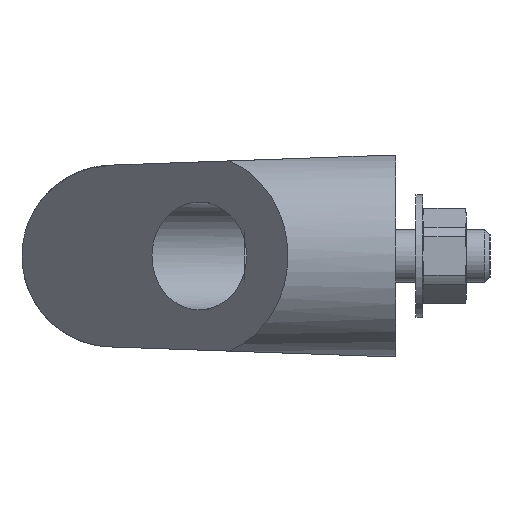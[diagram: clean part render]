
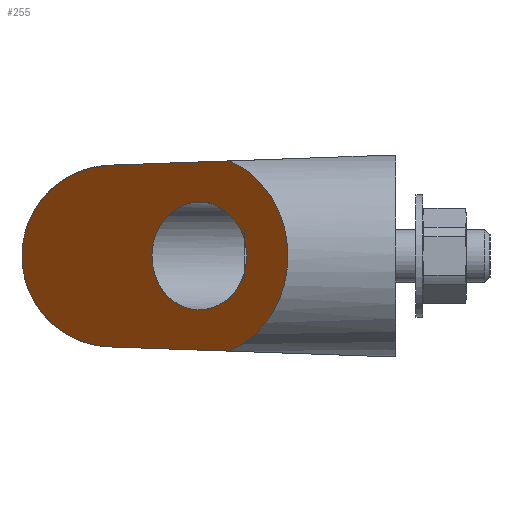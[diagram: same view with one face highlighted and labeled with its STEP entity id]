
A CAD part, left-side view. The second image highlights one B-rep face of the part: STEP entity #255.
In plain terms, the highlighted planar face has unit normal (-0.66, 0.751, 0).
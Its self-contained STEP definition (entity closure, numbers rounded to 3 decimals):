
#255 = ADVANCED_FACE( '', ( #629, #630 ), #631, .T. );
#629 = FACE_BOUND( '', #1138, .T. );
#630 = FACE_OUTER_BOUND( '', #1139, .T. );
#631 = PLANE( '', #1140 );
#1138 = EDGE_LOOP( '', ( #1829 ) );
#1139 = EDGE_LOOP( '', ( #1830, #1831, #1832, #1833, #1834, #1835, #1836, #1837 ) );
#1140 = AXIS2_PLACEMENT_3D( '', #1838, #1839, #1840 );
#1829 = ORIENTED_EDGE( '', *, *, #2848, .T. );
#1830 = ORIENTED_EDGE( '', *, *, #2862, .T. );
#1831 = ORIENTED_EDGE( '', *, *, #2981, .T. );
#1832 = ORIENTED_EDGE( '', *, *, #2982, .T. );
#1833 = ORIENTED_EDGE( '', *, *, #2983, .F. );
#1834 = ORIENTED_EDGE( '', *, *, #2814, .T. );
#1835 = ORIENTED_EDGE( '', *, *, #2984, .F. );
#1836 = ORIENTED_EDGE( '', *, *, #2985, .T. );
#1837 = ORIENTED_EDGE( '', *, *, #2986, .T. );
#1838 = CARTESIAN_POINT( '', ( -15.01, 16.01, 50. ) );
#1839 = DIRECTION( '', ( -0.66, 0.752, 0. ) );
#1840 = DIRECTION( '', ( -0.752, -0.66, 0. ) );
#2814 = EDGE_CURVE( '', #3320, #3318, #3321, .T. );
#2848 = EDGE_CURVE( '', #3380, #3380, #3381, .F. );
#2862 = EDGE_CURVE( '', #3406, #3403, #3407, .T. );
#2981 = EDGE_CURVE( '', #3403, #3598, #3599, .T. );
#2982 = EDGE_CURVE( '', #3598, #3600, #3601, .T. );
#2983 = EDGE_CURVE( '', #3320, #3600, #3602, .T. );
#2984 = EDGE_CURVE( '', #3603, #3318, #3604, .T. );
#2985 = EDGE_CURVE( '', #3603, #3605, #3606, .T. );
#2986 = EDGE_CURVE( '', #3605, #3406, #3607, .T. );
#3318 = VERTEX_POINT( '', #4029 );
#3320 = VERTEX_POINT( '', #4032 );
#3321 = ELLIPSE( '', #4033, 20.464, 13.5 );
#3380 = VERTEX_POINT( '', #4127 );
#3381 = ELLIPSE( '', #4128, 10.645, 8. );
#3403 = VERTEX_POINT( '', #4159 );
#3406 = VERTEX_POINT( '', #4162 );
#3407 = ELLIPSE( '', #4163, 19.959, 15. );
#3598 = VERTEX_POINT( '', #4443 );
#3599 = LINE( '', #4444, #4445 );
#3600 = VERTEX_POINT( '', #4446 );
#3601 = LINE( '', #4447, #4448 );
#3602 = LINE( '', #4449, #4450 );
#3603 = VERTEX_POINT( '', #4451 );
#3604 = LINE( '', #4452, #4453 );
#3605 = VERTEX_POINT( '', #4454 );
#3606 = LINE( '', #4455, #4456 );
#3607 = LINE( '', #4457, #4458 );
#4029 = CARTESIAN_POINT( '', ( 14.599, 42., -13.5 ) );
#4032 = CARTESIAN_POINT( '', ( 14.599, 42., 13.5 ) );
#4033 = AXIS2_PLACEMENT_3D( '', #5068, #5069, #5070 );
#4127 = CARTESIAN_POINT( '', ( -8.01, 22.154, 0. ) );
#4128 = AXIS2_PLACEMENT_3D( '', #5103, #5104, #5105 );
#4159 = CARTESIAN_POINT( '', ( -5.047, 24.755, 14.125 ) );
#4162 = CARTESIAN_POINT( '', ( -5.068, 24.737, -14.118 ) );
#4163 = AXIS2_PLACEMENT_3D( '', #5118, #5119, #5120 );
#4443 = CARTESIAN_POINT( '', ( 14.587, 41.99, 13.51 ) );
#4444 = CARTESIAN_POINT( '', ( -15.639, 15.458, 14.457 ) );
#4445 = VECTOR( '', #5261, 1000. );
#4446 = CARTESIAN_POINT( '', ( 14.599, 42., 13.51 ) );
#4447 = CARTESIAN_POINT( '', ( -15.01, 16.01, 13.51 ) );
#4448 = VECTOR( '', #5262, 1000. );
#4449 = CARTESIAN_POINT( '', ( 14.599, 42., 0. ) );
#4450 = VECTOR( '', #5263, 1000. );
#4451 = CARTESIAN_POINT( '', ( 14.599, 42., -13.51 ) );
#4452 = CARTESIAN_POINT( '', ( 14.599, 42., 0. ) );
#4453 = VECTOR( '', #5264, 1000. );
#4454 = CARTESIAN_POINT( '', ( 14.587, 41.99, -13.51 ) );
#4455 = CARTESIAN_POINT( '', ( -15.01, 16.01, -13.51 ) );
#4456 = VECTOR( '', #5265, 1000. );
#4457 = CARTESIAN_POINT( '', ( -13.885, 16.997, -14.39 ) );
#4458 = VECTOR( '', #5266, 1000. );
#5068 = CARTESIAN_POINT( '', ( 14.599, 42., 0. ) );
#5069 = DIRECTION( '', ( -0.66, 0.752, 0. ) );
#5070 = DIRECTION( '', ( 0.752, 0.66, 0. ) );
#5103 = CARTESIAN_POINT( '', ( -0.01, 29.177, 0. ) );
#5104 = DIRECTION( '', ( -0.66, 0.752, 0. ) );
#5105 = DIRECTION( '', ( -0.752, -0.66, 0. ) );
#5118 = CARTESIAN_POINT( '', ( 0., 29.185, 0. ) );
#5119 = DIRECTION( '', ( -0.66, 0.752, 0. ) );
#5120 = DIRECTION( '', ( -0.752, -0.66, 0. ) );
#5261 = DIRECTION( '', ( 0.751, 0.66, -0.024 ) );
#5262 = DIRECTION( '', ( 0.752, 0.66, 0. ) );
#5263 = DIRECTION( '', ( 0., 0., 1. ) );
#5264 = DIRECTION( '', ( 0., 0., 1. ) );
#5265 = DIRECTION( '', ( -0.752, -0.66, 0. ) );
#5266 = DIRECTION( '', ( -0.751, -0.66, -0.023 ) );
